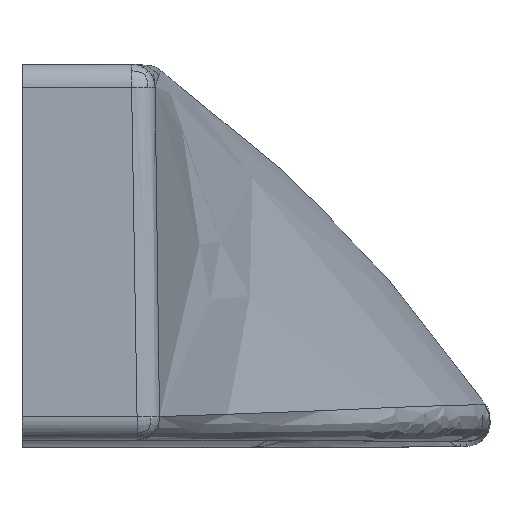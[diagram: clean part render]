
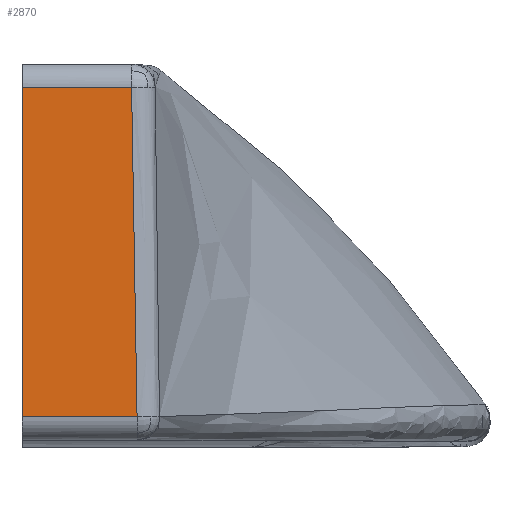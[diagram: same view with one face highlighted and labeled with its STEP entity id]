
A CAD part, top view. The second image highlights one B-rep face of the part: STEP entity #2870.
In plain terms, the highlighted face is planar.
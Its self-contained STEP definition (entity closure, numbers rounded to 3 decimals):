
#2220=CARTESIAN_POINT('',(166.,-5.,-5.));
#2230=VERTEX_POINT('',#2220);
#2260=CARTESIAN_POINT('',(166.,-20.,-5.));
#2270=DIRECTION('',(0.,1.,0.));
#2280=VECTOR('',#2270,1.);
#2290=LINE('',#2260,#2280);
#2300=CARTESIAN_POINT('',(166.,-19.,-5.));
#2310=VERTEX_POINT('',#2300);
#2320=EDGE_CURVE('',#2310,#2230,#2290,.T.);
#2520=CARTESIAN_POINT('',(166.,-12.,-7.817));
#2530=DIRECTION('',(-1.,0.,0.));
#2540=DIRECTION('',(0.,-1.,0.));
#2550=AXIS2_PLACEMENT_3D('',#2520,#2530,#2540);
#2560=PLANE('',#2550);
#2570=CARTESIAN_POINT('',(166.,-19.,-9.894));
#2580=CARTESIAN_POINT('',(166.,-18.181,-9.888));
#2590=CARTESIAN_POINT('',(166.,-17.362,-9.881));
#2600=CARTESIAN_POINT('',(166.,-15.028,-9.857));
#2610=CARTESIAN_POINT('',(166.,-13.514,-9.836));
#2620=CARTESIAN_POINT('',(166.,-9.666,-9.773));
#2630=CARTESIAN_POINT('',(166.,-7.333,-9.724));
#2640=CARTESIAN_POINT('',(166.,-5.,-9.661));
#2650=B_SPLINE_CURVE_WITH_KNOTS('',3,(#2570,#2580,#2590,#2600,#2610,
#2620,#2630,#2640),.UNSPECIFIED.,.F.,.F.,(4,2,2,4),(3.043,
5.502,10.048,17.057),.UNSPECIFIED.);
#2660=CARTESIAN_POINT('',(166.,-19.,-9.894));
#2670=VERTEX_POINT('',#2660);
#2680=CARTESIAN_POINT('',(166.,-5.,-9.661));
#2690=VERTEX_POINT('',#2680);
#2700=EDGE_CURVE('',#2670,#2690,#2650,.T.);
#2710=ORIENTED_EDGE('',*,*,#2700,.T.);
#2720=CARTESIAN_POINT('',(166.,-19.,0.));
#2730=DIRECTION('',(0.,0.,-1.));
#2740=VECTOR('',#2730,1.);
#2750=LINE('',#2720,#2740);
#2760=EDGE_CURVE('',#2310,#2670,#2750,.T.);
#2770=ORIENTED_EDGE('',*,*,#2760,.T.);
#2780=ORIENTED_EDGE('',*,*,#2320,.F.);
#2790=CARTESIAN_POINT('',(166.,-5.,0.));
#2800=DIRECTION('',(0.,0.,-1.));
#2810=VECTOR('',#2800,1.);
#2820=LINE('',#2790,#2810);
#2830=EDGE_CURVE('',#2230,#2690,#2820,.T.);
#2840=ORIENTED_EDGE('',*,*,#2830,.F.);
#2850=EDGE_LOOP('',(#2840,#2780,#2770,#2710));
#2860=FACE_OUTER_BOUND('',#2850,.T.);
#2870=ADVANCED_FACE('',(#2860),#2560,.F.);
